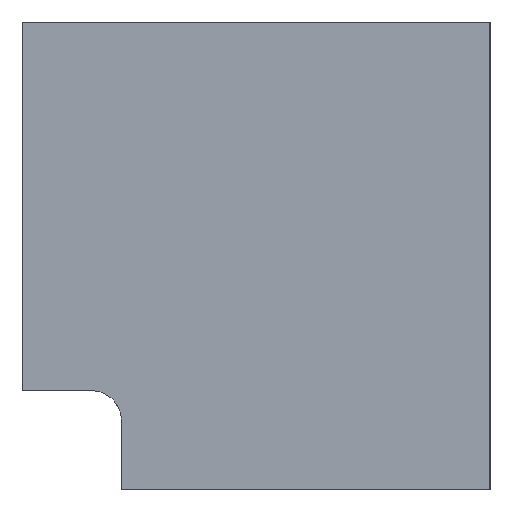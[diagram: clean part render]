
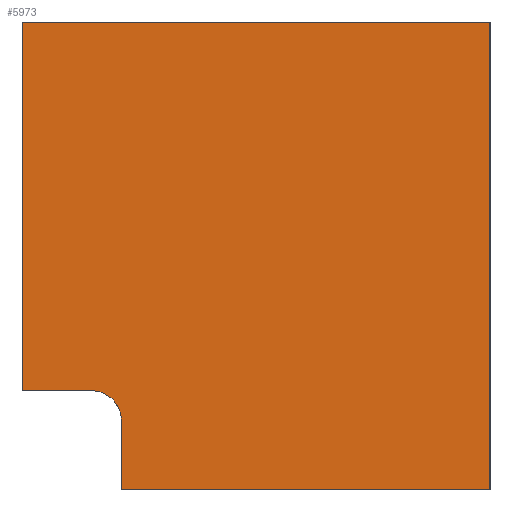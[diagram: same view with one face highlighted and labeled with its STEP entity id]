
A CAD part, left-side view. The second image highlights one B-rep face of the part: STEP entity #5973.
In plain terms, the highlighted planar face has unit normal (-1, 0, -0.018).
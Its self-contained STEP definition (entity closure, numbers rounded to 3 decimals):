
#59 = CARTESIAN_POINT ( 'NONE',  ( -52.09, 0., -61.6 ) ) ;
#340 = VERTEX_POINT ( 'NONE', #6619 ) ;
#494 = VECTOR ( 'NONE', #946, 1000. ) ;
#617 = CARTESIAN_POINT ( 'NONE',  ( -51.8, 61.6, -78.2 ) ) ;
#671 = CARTESIAN_POINT ( 'NONE',  ( -53.165, 0., 0. ) ) ;
#946 = DIRECTION ( 'NONE',  ( 0.017, 0., -1. ) ) ;
#1328 = VECTOR ( 'NONE', #10741, 1000. ) ;
#1358 = CARTESIAN_POINT ( 'NONE',  ( -52.09, 66.6, -61.6 ) ) ;
#1417 = FACE_OUTER_BOUND ( 'NONE', #7612, .T. ) ;
#1428 = VERTEX_POINT ( 'NONE', #7163 ) ;
#1874 = LINE ( 'NONE', #617, #9160 ) ;
#2268 = DIRECTION ( 'NONE',  ( -1., 0., -0.017 ) ) ;
#2512 = CARTESIAN_POINT ( 'NONE',  ( -51.8, 78.2, -78.2 ) ) ;
#2886 = ORIENTED_EDGE ( 'NONE', *, *, #11356, .T. ) ;
#3003 = LINE ( 'NONE', #59, #12255 ) ;
#3201 = CARTESIAN_POINT ( 'NONE',  ( -51.8, 0., -78.2 ) ) ;
#3274 = CARTESIAN_POINT ( 'NONE',  ( -52.002, 61.6, -66.6 ) ) ;
#3334 = VERTEX_POINT ( 'NONE', #6072 ) ;
#3585 =( BOUNDED_CURVE ( )  B_SPLINE_CURVE ( 3, ( #1358, #8002, #8980, #3274 ),
 .UNSPECIFIED., .F., .T. ) 
 B_SPLINE_CURVE_WITH_KNOTS ( ( 4, 4 ),
 ( 3.142, 4.712 ),
 .UNSPECIFIED. ) 
 CURVE ( )  GEOMETRIC_REPRESENTATION_ITEM ( )  RATIONAL_B_SPLINE_CURVE ( ( 1., 0.805, 0.805, 1. ) ) 
 REPRESENTATION_ITEM ( '' )  );
#3836 = EDGE_CURVE ( 'NONE', #4479, #11840, #10388, .T. ) ;
#4479 = VERTEX_POINT ( 'NONE', #8576 ) ;
#5088 = CARTESIAN_POINT ( 'NONE',  ( -53.165, 0., 0. ) ) ;
#5301 = VECTOR ( 'NONE', #10809, 1000. ) ;
#5562 = LINE ( 'NONE', #8567, #494 ) ;
#5640 = EDGE_CURVE ( 'NONE', #340, #10890, #1874, .T. ) ;
#5780 = AXIS2_PLACEMENT_3D ( 'NONE', #7012, #2268, #8940 ) ;
#5973 = ADVANCED_FACE ( 'NONE', ( #1417 ), #7975, .T. ) ;
#6071 = LINE ( 'NONE', #9695, #1328 ) ;
#6072 = CARTESIAN_POINT ( 'NONE',  ( -52.09, 78.2, -61.6 ) ) ;
#6619 = CARTESIAN_POINT ( 'NONE',  ( -51.8, 61.6, -78.2 ) ) ;
#7012 = CARTESIAN_POINT ( 'NONE',  ( -51.8, 0., -78.2 ) ) ;
#7149 = EDGE_CURVE ( 'NONE', #3334, #4479, #8994, .T. ) ;
#7163 = CARTESIAN_POINT ( 'NONE',  ( -52.09, 66.6, -61.6 ) ) ;
#7255 = DIRECTION ( 'NONE',  ( -0.017, 0., 1. ) ) ;
#7302 = EDGE_CURVE ( 'NONE', #11840, #11936, #5562, .T. ) ;
#7612 = EDGE_LOOP ( 'NONE', ( #9088, #9062, #10038, #10004, #2886, #8838, #10002 ) ) ;
#7975 = PLANE ( 'NONE',  #5780 ) ;
#8002 = CARTESIAN_POINT ( 'NONE',  ( -52.09, 63.671, -61.6 ) ) ;
#8567 = CARTESIAN_POINT ( 'NONE',  ( -51.8, 0., -78.2 ) ) ;
#8576 = CARTESIAN_POINT ( 'NONE',  ( -53.165, 78.2, 0. ) ) ;
#8606 = EDGE_CURVE ( 'NONE', #1428, #3334, #3003, .T. ) ;
#8838 = ORIENTED_EDGE ( 'NONE', *, *, #5640, .F. ) ;
#8940 = DIRECTION ( 'NONE',  ( -0.017, 0., 1. ) ) ;
#8980 = CARTESIAN_POINT ( 'NONE',  ( -52.054, 61.6, -63.671 ) ) ;
#8994 = LINE ( 'NONE', #2512, #9293 ) ;
#9062 = ORIENTED_EDGE ( 'NONE', *, *, #3836, .F. ) ;
#9088 = ORIENTED_EDGE ( 'NONE', *, *, #7302, .F. ) ;
#9160 = VECTOR ( 'NONE', #7255, 1000. ) ;
#9188 = DIRECTION ( 'NONE',  ( -0.017, 0., 1. ) ) ;
#9293 = VECTOR ( 'NONE', #9188, 1000. ) ;
#9695 = CARTESIAN_POINT ( 'NONE',  ( -51.8, 0., -78.2 ) ) ;
#10002 = ORIENTED_EDGE ( 'NONE', *, *, #11268, .F. ) ;
#10004 = ORIENTED_EDGE ( 'NONE', *, *, #8606, .F. ) ;
#10038 = ORIENTED_EDGE ( 'NONE', *, *, #7149, .F. ) ;
#10388 = LINE ( 'NONE', #5088, #5301 ) ;
#10552 = DIRECTION ( 'NONE',  ( 0., 1., 0. ) ) ;
#10741 = DIRECTION ( 'NONE',  ( 0., 1., 0. ) ) ;
#10809 = DIRECTION ( 'NONE',  ( 0., -1., 0. ) ) ;
#10890 = VERTEX_POINT ( 'NONE', #11920 ) ;
#11268 = EDGE_CURVE ( 'NONE', #11936, #340, #6071, .T. ) ;
#11356 = EDGE_CURVE ( 'NONE', #1428, #10890, #3585, .T. ) ;
#11840 = VERTEX_POINT ( 'NONE', #671 ) ;
#11920 = CARTESIAN_POINT ( 'NONE',  ( -52.002, 61.6, -66.6 ) ) ;
#11936 = VERTEX_POINT ( 'NONE', #3201 ) ;
#12255 = VECTOR ( 'NONE', #10552, 1000. ) ;
